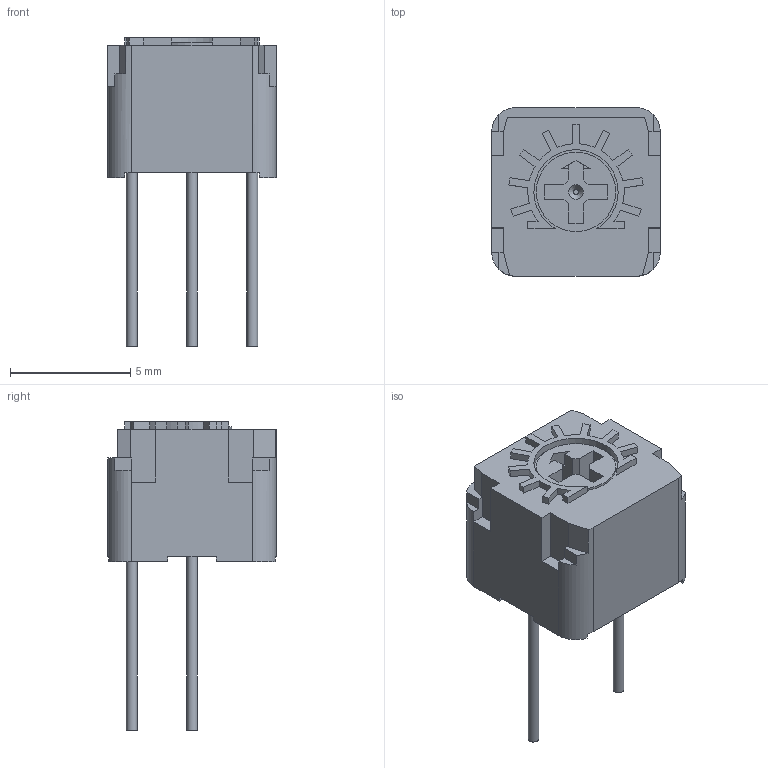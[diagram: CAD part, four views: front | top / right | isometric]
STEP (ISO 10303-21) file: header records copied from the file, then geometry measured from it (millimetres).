
FILE_DESCRIPTION(/* description */ ('STEP AP203'),/* implementation_level */ '2;1');
FILE_NAME(/* name */ 'CT-6EP10k_(103)',/* time_stamp */ '2023-09-05T03:59:48+02:00',/* author */ ('License CC BY-ND 4.0'),/* organization */ ('CADENAS'),/* preprocessor_version */ 'ST-DEVELOPER v19.3',/* originating_system */ 'PARTsolutions',/* authorisation */ ' ');
FILE_SCHEMA (('CONFIG_CONTROL_DESIGN'));
Length unit declared in the file: millimetre
Products named in the file (3): CT-6EP10k_(103); CT-6-dial; CT-6EP-1
Assembly tree (2 placements, depth 2):
  CT-6EP10k_(103)
    CT-6-dial
    CT-6EP-1
Bounding box: 7 x 7 x 12.8 mm (x, y, z)
Volume: 247.8 mm3; surface area: 356.7 mm2
Topology: 2 solids, 2 shells, 142 faces, 390 edges, 259 vertices
Faces by surface type: plane 108, cylinder 33, cone 1
Full cylindrical faces by diameter (mm): 0.45 x3, 3.3 x2
Entity records: 5325 total; most frequent: CARTESIAN_POINT 786, ORIENTED_EDGE 766, DIRECTION 751, EDGE_CURVE 383, LINE 305, VECTOR 305, VERTEX_POINT 258, AXIS2_PLACEMENT_3D 223
